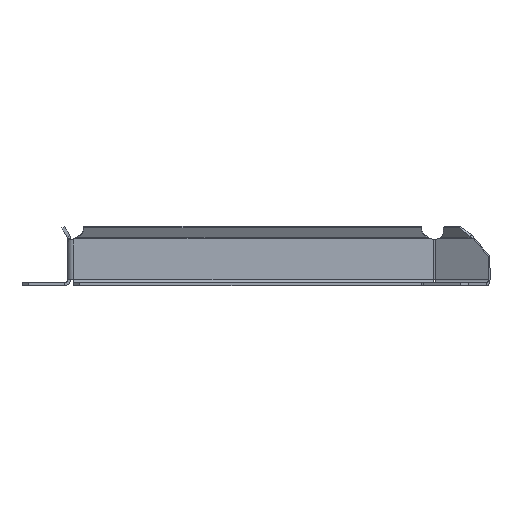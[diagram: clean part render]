
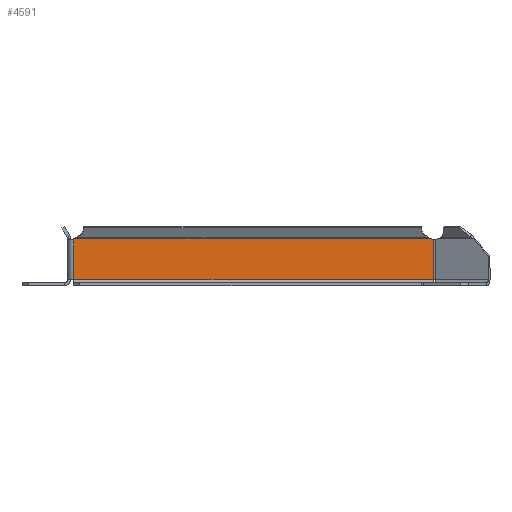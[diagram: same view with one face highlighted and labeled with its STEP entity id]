
A CAD part, left-side view. The second image highlights one B-rep face of the part: STEP entity #4591.
In plain terms, the highlighted planar face has unit normal (-1, 0, 0).
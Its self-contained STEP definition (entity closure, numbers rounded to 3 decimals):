
#103 = DIRECTION ( 'NONE',  ( 0., 1., 0. ) ) ;
#200 = VERTEX_POINT ( 'NONE', #3864 ) ;
#209 = EDGE_CURVE ( 'NONE', #618, #3925, #5826, .T. ) ;
#438 = ORIENTED_EDGE ( 'NONE', *, *, #8146, .F. ) ;
#573 = ORIENTED_EDGE ( 'NONE', *, *, #2902, .F. ) ;
#618 = VERTEX_POINT ( 'NONE', #8005 ) ;
#673 = ORIENTED_EDGE ( 'NONE', *, *, #209, .T. ) ;
#701 = ORIENTED_EDGE ( 'NONE', *, *, #3870, .F. ) ;
#724 = CARTESIAN_POINT ( 'NONE',  ( -405., -597.107, 10. ) ) ;
#992 = CIRCLE ( 'NONE', #6439, 22. ) ;
#1164 = CARTESIAN_POINT ( 'NONE',  ( -405., -5., 76.763 ) ) ;
#1347 = PLANE ( 'NONE',  #5507 ) ;
#1455 = VERTEX_POINT ( 'NONE', #4710 ) ;
#1466 = ORIENTED_EDGE ( 'NONE', *, *, #7727, .F. ) ;
#1482 = VECTOR ( 'NONE', #7002, 1000. ) ;
#1588 = LINE ( 'NONE', #7942, #7636 ) ;
#1711 = DIRECTION ( 'NONE',  ( 0., 0., -1. ) ) ;
#1852 = CARTESIAN_POINT ( 'NONE',  ( -405., -597.107, 77.321 ) ) ;
#1918 = CIRCLE ( 'NONE', #7081, 22. ) ;
#2112 = VERTEX_POINT ( 'NONE', #1164 ) ;
#2150 = VECTOR ( 'NONE', #1711, 1000. ) ;
#2153 = CARTESIAN_POINT ( 'NONE',  ( -405., -6.902, 77.321 ) ) ;
#2222 = FACE_OUTER_BOUND ( 'NONE', #2470, .T. ) ;
#2470 = EDGE_LOOP ( 'NONE', ( #573, #701, #438, #6348, #8116, #673, #1466 ) ) ;
#2679 = LINE ( 'NONE', #4463, #1482 ) ;
#2902 = EDGE_CURVE ( 'NONE', #5493, #200, #2679, .T. ) ;
#3002 = CARTESIAN_POINT ( 'NONE',  ( -405., -5., 10. ) ) ;
#3115 = DIRECTION ( 'NONE',  ( -1., 0., 0. ) ) ;
#3485 = VERTEX_POINT ( 'NONE', #2153 ) ;
#3864 = CARTESIAN_POINT ( 'NONE',  ( -405., -597.321, 10. ) ) ;
#3870 = EDGE_CURVE ( 'NONE', #1455, #5493, #1918, .T. ) ;
#3925 = VERTEX_POINT ( 'NONE', #5060 ) ;
#3963 = EDGE_CURVE ( 'NONE', #2112, #3485, #992, .T. ) ;
#3988 = VECTOR ( 'NONE', #7669, 1000. ) ;
#4370 = CARTESIAN_POINT ( 'NONE',  ( -405., 5., 78.66 ) ) ;
#4374 = DIRECTION ( 'NONE',  ( 0., -1., 0. ) ) ;
#4448 = DIRECTION ( 'NONE',  ( 1., 0., 0. ) ) ;
#4463 = CARTESIAN_POINT ( 'NONE',  ( -405., -597.321, 10. ) ) ;
#4591 = ADVANCED_FACE ( 'NONE', ( #2222 ), #1347, .F. ) ;
#4710 = CARTESIAN_POINT ( 'NONE',  ( -405., -591.929, 77.321 ) ) ;
#4847 = LINE ( 'NONE', #3002, #2150 ) ;
#5060 = CARTESIAN_POINT ( 'NONE',  ( -405., -597.107, 10. ) ) ;
#5076 = CARTESIAN_POINT ( 'NONE',  ( -405., -599.065, 98.131 ) ) ;
#5493 = VERTEX_POINT ( 'NONE', #5624 ) ;
#5507 = AXIS2_PLACEMENT_3D ( 'NONE', #4370, #4448, #103 ) ;
#5624 = CARTESIAN_POINT ( 'NONE',  ( -405., -597.321, 76.2 ) ) ;
#5826 = LINE ( 'NONE', #724, #3988 ) ;
#5936 = VECTOR ( 'NONE', #4374, 1000. ) ;
#5998 = DIRECTION ( 'NONE',  ( -1., 0., 0. ) ) ;
#6348 = ORIENTED_EDGE ( 'NONE', *, *, #3963, .F. ) ;
#6375 = DIRECTION ( 'NONE',  ( 0., -1., 0. ) ) ;
#6420 = EDGE_CURVE ( 'NONE', #2112, #618, #4847, .T. ) ;
#6439 = AXIS2_PLACEMENT_3D ( 'NONE', #6673, #5998, #6595 ) ;
#6595 = DIRECTION ( 'NONE',  ( 0., -1., 0. ) ) ;
#6646 = DIRECTION ( 'NONE',  ( 0., 1., 0. ) ) ;
#6673 = CARTESIAN_POINT ( 'NONE',  ( -405., 0.235, 98.131 ) ) ;
#7002 = DIRECTION ( 'NONE',  ( 0., 0., -1. ) ) ;
#7081 = AXIS2_PLACEMENT_3D ( 'NONE', #5076, #3115, #6375 ) ;
#7525 = LINE ( 'NONE', #1852, #5936 ) ;
#7636 = VECTOR ( 'NONE', #6646, 1000. ) ;
#7669 = DIRECTION ( 'NONE',  ( 0., -1., 0. ) ) ;
#7727 = EDGE_CURVE ( 'NONE', #200, #3925, #1588, .T. ) ;
#7942 = CARTESIAN_POINT ( 'NONE',  ( -405., 5., 10. ) ) ;
#8005 = CARTESIAN_POINT ( 'NONE',  ( -405., -5., 10. ) ) ;
#8116 = ORIENTED_EDGE ( 'NONE', *, *, #6420, .T. ) ;
#8146 = EDGE_CURVE ( 'NONE', #3485, #1455, #7525, .T. ) ;
